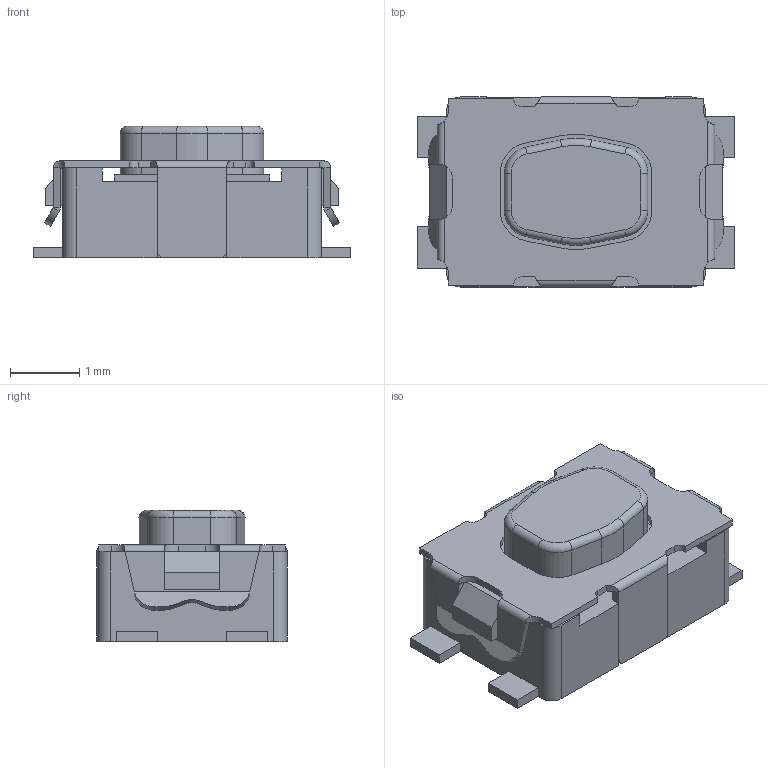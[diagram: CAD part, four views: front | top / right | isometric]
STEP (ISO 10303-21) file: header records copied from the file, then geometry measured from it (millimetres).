
FILE_DESCRIPTION(/* description */ (''),/* implementation_level */ '2;1');
FILE_NAME(/* name */ 'KMR 2.step',/* time_stamp */ '2024-05-22T02:50:09+03:00',/* author */ (''),/* organization */ (''),/* preprocessor_version */ 'ST-DEVELOPER v20',/* originating_system */ 'Autodesk Translation Framework v13.14.0.145',/* authorisation */ '');
FILE_SCHEMA (('AUTOMOTIVE_DESIGN { 1 0 10303 214 3 1 1 }'));
Length unit declared in the file: millimetre
Products named in the file (1): KMR 2
Bounding box: 4.6 x 2.76 x 1.9 mm (x, y, z)
Volume: 15.5 mm3; surface area: 81.2 mm2
Topology: 7 solids, 7 shells, 209 faces, 546 edges, 348 vertices
Faces by surface type: plane 147, cylinder 56, torus 6
Entity records: 6461 total; most frequent: CARTESIAN_POINT 1184, ORIENTED_EDGE 1092, DIRECTION 1072, EDGE_CURVE 546, LINE 424, VECTOR 424, VERTEX_POINT 348, AXIS2_PLACEMENT_3D 324
